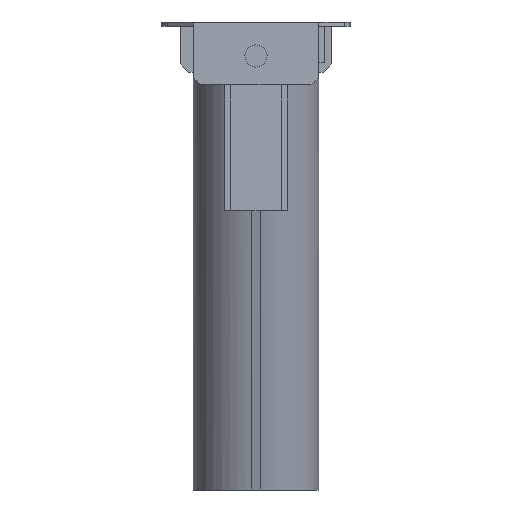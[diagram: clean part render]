
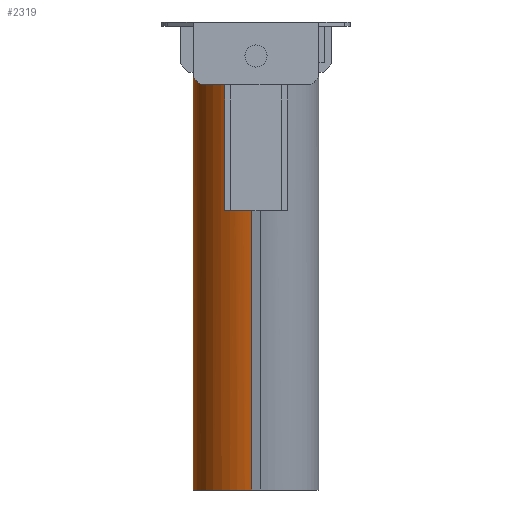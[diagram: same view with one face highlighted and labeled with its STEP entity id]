
A CAD part, front view. The second image highlights one B-rep face of the part: STEP entity #2319.
In plain terms, the highlighted cylindrical face has radius 14 mm (diameter 28 mm), a partial arc.
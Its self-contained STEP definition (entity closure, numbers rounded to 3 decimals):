
#17=ELLIPSE('',#2369,14.494,14.);
#19=ELLIPSE('',#2394,14.494,14.);
#23=ELLIPSE('',#2430,14.494,14.);
#29=ELLIPSE('',#2469,14.494,14.);
#31=ELLIPSE('',#2482,20.497,14.);
#33=ELLIPSE('',#2496,14.494,14.);
#54=CYLINDRICAL_SURFACE('',#2500,14.);
#121=LINE('',#3311,#395);
#314=LINE('',#3819,#588);
#323=LINE('',#3850,#597);
#324=LINE('',#3852,#598);
#395=VECTOR('',#2605,10.);
#588=VECTOR('',#3028,10.);
#597=VECTOR('',#3073,10.);
#598=VECTOR('',#3076,10.);
#804=FACE_OUTER_BOUND('',#931,.T.);
#931=EDGE_LOOP('',(#2138,#2139,#2140,#2141,#2142,#2143,#2144,#2145,#2146,
#2147,#2148,#2149));
#988=B_SPLINE_CURVE_WITH_KNOTS('',3,(#3718,#3719,#3720,#3721,#3722,#3723,
#3724,#3725,#3726,#3727),.UNSPECIFIED.,.F.,.F.,(4,2,2,2,4),(2.15,
2.21,2.478,2.76,3.043),
 .UNSPECIFIED.);
#990=B_SPLINE_CURVE_WITH_KNOTS('',3,(#3806,#3807,#3808,#3809,#3810,#3811,
#3812,#3813,#3814,#3815),.UNSPECIFIED.,.F.,.F.,(4,2,2,2,4),(0.458,
0.571,0.684,0.799,0.913),
 .UNSPECIFIED.);
#1058=VERTEX_POINT('',#3308);
#1059=VERTEX_POINT('',#3310);
#1064=VERTEX_POINT('',#3322);
#1113=VERTEX_POINT('',#3466);
#1124=VERTEX_POINT('',#3494);
#1174=VERTEX_POINT('',#3650);
#1175=VERTEX_POINT('',#3652);
#1199=VERTEX_POINT('',#3769);
#1200=VERTEX_POINT('',#3771);
#1204=VERTEX_POINT('',#3804);
#1205=VERTEX_POINT('',#3817);
#1209=VERTEX_POINT('',#3843);
#1280=EDGE_CURVE('',#1059,#1058,#121,.T.);
#1287=EDGE_CURVE('',#1058,#1064,#17,.T.);
#1365=EDGE_CURVE('',#1113,#1124,#19,.F.);
#1447=EDGE_CURVE('',#1175,#1174,#23,.T.);
#1480=EDGE_CURVE('',#1059,#1124,#988,.F.);
#1500=EDGE_CURVE('',#1200,#1199,#29,.T.);
#1512=EDGE_CURVE('',#1204,#1174,#990,.F.);
#1514=EDGE_CURVE('',#1204,#1205,#314,.T.);
#1515=EDGE_CURVE('',#1200,#1205,#31,.F.);
#1524=EDGE_CURVE('',#1209,#1113,#33,.F.);
#1528=EDGE_CURVE('',#1064,#1175,#323,.T.);
#1529=EDGE_CURVE('',#1199,#1209,#324,.T.);
#2138=ORIENTED_EDGE('',*,*,#1500,.T.);
#2139=ORIENTED_EDGE('',*,*,#1529,.T.);
#2140=ORIENTED_EDGE('',*,*,#1524,.T.);
#2141=ORIENTED_EDGE('',*,*,#1365,.T.);
#2142=ORIENTED_EDGE('',*,*,#1480,.F.);
#2143=ORIENTED_EDGE('',*,*,#1280,.T.);
#2144=ORIENTED_EDGE('',*,*,#1287,.T.);
#2145=ORIENTED_EDGE('',*,*,#1528,.T.);
#2146=ORIENTED_EDGE('',*,*,#1447,.T.);
#2147=ORIENTED_EDGE('',*,*,#1512,.F.);
#2148=ORIENTED_EDGE('',*,*,#1514,.T.);
#2149=ORIENTED_EDGE('',*,*,#1515,.F.);
#2319=ADVANCED_FACE('',(#804),#54,.T.);
#2369=AXIS2_PLACEMENT_3D('',#3324,#2616,#2617);
#2394=AXIS2_PLACEMENT_3D('',#3496,#2735,#2736);
#2430=AXIS2_PLACEMENT_3D('',#3653,#2877,#2878);
#2469=AXIS2_PLACEMENT_3D('',#3772,#2994,#2995);
#2482=AXIS2_PLACEMENT_3D('',#3821,#3031,#3032);
#2496=AXIS2_PLACEMENT_3D('',#3844,#3064,#3065);
#2500=AXIS2_PLACEMENT_3D('',#3853,#3077,#3078);
#2605=DIRECTION('',(0.,0.259,-0.966));
#2616=DIRECTION('center_axis',(0.,0.,1.));
#2617=DIRECTION('ref_axis',(0.,-1.,0.));
#2735=DIRECTION('center_axis',(0.,0.,1.));
#2736=DIRECTION('ref_axis',(0.,-1.,0.));
#2877=DIRECTION('center_axis',(0.,0.,-1.));
#2878=DIRECTION('ref_axis',(0.,-1.,0.));
#2994=DIRECTION('center_axis',(0.,0.,1.));
#2995=DIRECTION('ref_axis',(0.,-1.,0.));
#3028=DIRECTION('',(0.,-0.259,0.966));
#3031=DIRECTION('center_axis',(-0.707,0.,0.707));
#3032=DIRECTION('ref_axis',(-0.661,0.354,-0.661));
#3064=DIRECTION('center_axis',(0.,0.,1.));
#3065=DIRECTION('ref_axis',(0.,-1.,0.));
#3073=DIRECTION('',(0.,-0.259,0.966));
#3076=DIRECTION('',(0.,-0.259,0.966));
#3077=DIRECTION('center_axis',(0.,-0.259,0.966));
#3078=DIRECTION('ref_axis',(-0.707,-0.683,-0.183));
#3308=CARTESIAN_POINT('',(-15.,14.852,11.463));
#3310=CARTESIAN_POINT('',(-15.,-11.834,111.056));
#3311=CARTESIAN_POINT('',(-15.,-4.577,83.972));
#3322=CARTESIAN_POINT('',(-1.,0.358,11.463));
#3324=CARTESIAN_POINT('Origin',(-1.,14.852,11.463));
#3466=CARTESIAN_POINT('',(-3.75,-25.241,108.056));
#3494=CARTESIAN_POINT('',(-12.,-19.995,108.056));
#3496=CARTESIAN_POINT('Origin',(-1.,-11.03,108.056));
#3650=CARTESIAN_POINT('',(-2.,-17.448,78.056));
#3652=CARTESIAN_POINT('',(-1.,-17.485,78.056));
#3653=CARTESIAN_POINT('Origin',(-1.,-2.991,78.056));
#3718=CARTESIAN_POINT('Ctrl Pts',(-12.,-19.995,108.056));
#3719=CARTESIAN_POINT('Ctrl Pts',(-12.128,-19.828,108.056));
#3720=CARTESIAN_POINT('Ctrl Pts',(-12.253,-19.657,108.064));
#3721=CARTESIAN_POINT('Ctrl Pts',(-12.926,-18.708,108.149));
#3722=CARTESIAN_POINT('Ctrl Pts',(-13.41,-17.886,108.369));
#3723=CARTESIAN_POINT('Ctrl Pts',(-14.159,-16.303,108.919));
#3724=CARTESIAN_POINT('Ctrl Pts',(-14.483,-15.404,109.306));
#3725=CARTESIAN_POINT('Ctrl Pts',(-14.903,-13.59,110.162));
#3726=CARTESIAN_POINT('Ctrl Pts',(-15.,-12.674,110.629));
#3727=CARTESIAN_POINT('Ctrl Pts',(-15.,-11.834,111.056));
#3769=CARTESIAN_POINT('',(-1.,-18.825,83.056));
#3771=CARTESIAN_POINT('',(-4.,-18.488,83.056));
#3772=CARTESIAN_POINT('Origin',(-1.,-4.331,83.056));
#3804=CARTESIAN_POINT('',(-5.,-17.685,81.056));
#3806=CARTESIAN_POINT('Ctrl Pts',(-2.,-17.448,78.056));
#3807=CARTESIAN_POINT('Ctrl Pts',(-2.377,-17.42,78.056));
#3808=CARTESIAN_POINT('Ctrl Pts',(-2.779,-17.393,78.131));
#3809=CARTESIAN_POINT('Ctrl Pts',(-3.519,-17.356,78.438));
#3810=CARTESIAN_POINT('Ctrl Pts',(-3.857,-17.347,78.669));
#3811=CARTESIAN_POINT('Ctrl Pts',(-4.393,-17.364,79.206));
#3812=CARTESIAN_POINT('Ctrl Pts',(-4.624,-17.392,79.548));
#3813=CARTESIAN_POINT('Ctrl Pts',(-4.928,-17.502,80.288));
#3814=CARTESIAN_POINT('Ctrl Pts',(-5.,-17.586,80.688));
#3815=CARTESIAN_POINT('Ctrl Pts',(-5.,-17.685,81.056));
#3817=CARTESIAN_POINT('',(-5.,-17.953,82.056));
#3819=CARTESIAN_POINT('',(-5.,-17.536,80.5));
#3821=CARTESIAN_POINT('Origin',(-1.,-5.135,86.056));
#3843=CARTESIAN_POINT('',(-1.,-25.524,108.056));
#3844=CARTESIAN_POINT('Origin',(-1.,-11.03,108.056));
#3850=CARTESIAN_POINT('',(-1.,-18.1,80.349));
#3852=CARTESIAN_POINT('',(-1.,-18.1,80.349));
#3853=CARTESIAN_POINT('Origin',(-1.,-4.577,83.972));
